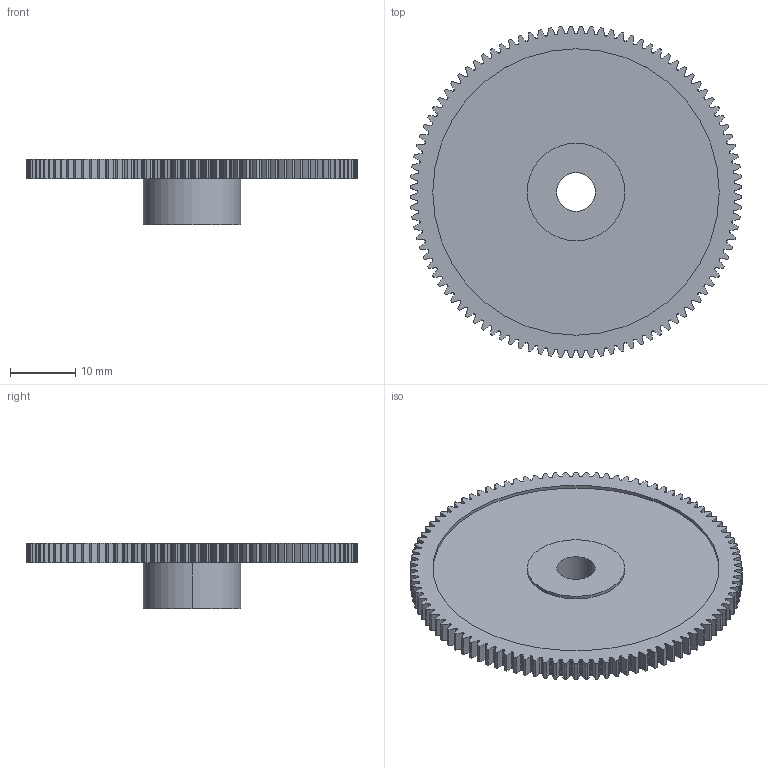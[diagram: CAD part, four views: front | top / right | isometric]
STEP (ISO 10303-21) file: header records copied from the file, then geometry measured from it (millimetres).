
FILE_DESCRIPTION (( 'STEP AP214' ), '1' );
FILE_NAME ('119-005-100.step', '2010-07-19T13:54:42', ( 'WMH Herion Antriebstechnik GmbH' ), ( 'WMH Herion Antriebstechnik GmbH' ), 'SwSTEP 2.0', 'SolidWorks 2010', '' );
FILE_SCHEMA (( 'AUTOMOTIVE_DESIGN' ));
Length unit declared in the file: millimetre
Products named in the file (1): 119-005-100
Bounding box: 50.99 x 50.99 x 10 mm (x, y, z)
Volume: 5486.9 mm3; surface area: 5488.6 mm2
Topology: 1 solids, 1 shells, 663 faces, 1971 edges, 1314 vertices
Faces by surface type: cylinder 657, plane 6
Entity records: 23097 total; most frequent: DIRECTION 4613, CARTESIAN_POINT 3949, ORIENTED_EDGE 3942, AXIS2_PLACEMENT_3D 1978, EDGE_CURVE 1971, CIRCLE 1314, VERTEX_POINT 1314, EDGE_LOOP 669
